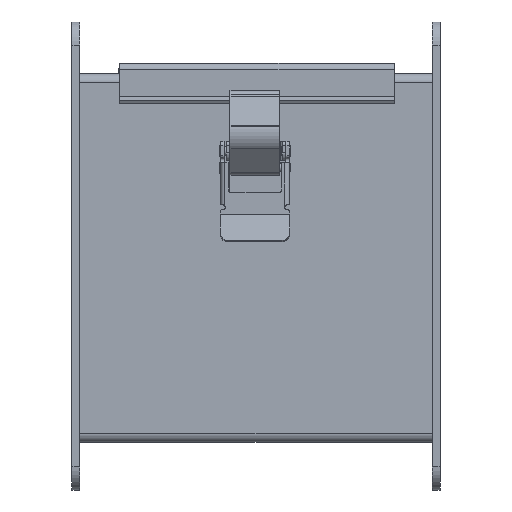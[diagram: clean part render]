
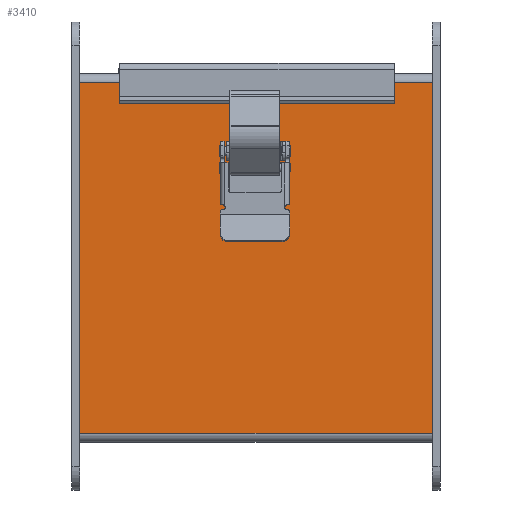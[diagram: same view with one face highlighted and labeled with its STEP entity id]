
A CAD part, front view. The second image highlights one B-rep face of the part: STEP entity #3410.
In plain terms, the highlighted planar face has unit normal (0, -1, 0).
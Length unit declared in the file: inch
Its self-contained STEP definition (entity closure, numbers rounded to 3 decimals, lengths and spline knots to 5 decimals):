
#70 = AXIS2_PLACEMENT_3D ( 'NONE', #9211, #479, #5564 ) ;
#431 = EDGE_CURVE ( 'NONE', #7769, #6858, #2330, .T. ) ;
#479 = DIRECTION ( 'NONE',  ( 0., -1., 0. ) ) ;
#790 = VECTOR ( 'NONE', #841, 39.37008 ) ;
#829 = CARTESIAN_POINT ( 'NONE',  ( -2.875, -6., 0.143 ) ) ;
#841 = DIRECTION ( 'NONE',  ( -1., 0., 0. ) ) ;
#904 = CARTESIAN_POINT ( 'NONE',  ( 2.875, -6., 6. ) ) ;
#1353 = CARTESIAN_POINT ( 'NONE',  ( -2.875, -6., 0. ) ) ;
#1706 = DIRECTION ( 'NONE',  ( 0., 0., 1. ) ) ;
#1719 = EDGE_CURVE ( 'NONE', #7769, #3334, #7346, .T. ) ;
#2330 = LINE ( 'NONE', #904, #8705 ) ;
#3058 = LINE ( 'NONE', #5954, #5897 ) ;
#3323 = PLANE ( 'NONE',  #70 ) ;
#3334 = VERTEX_POINT ( 'NONE', #829 ) ;
#3410 = ADVANCED_FACE ( 'NONE', ( #8364 ), #3323, .T. ) ;
#3437 = DIRECTION ( 'NONE',  ( 0., 0., 1. ) ) ;
#3692 = CARTESIAN_POINT ( 'NONE',  ( -2.875, -6., 0.143 ) ) ;
#3812 = ORIENTED_EDGE ( 'NONE', *, *, #431, .T. ) ;
#4038 = CARTESIAN_POINT ( 'NONE',  ( 2.875, -6., 0.143 ) ) ;
#4202 = LINE ( 'NONE', #1353, #6748 ) ;
#5564 = DIRECTION ( 'NONE',  ( 0., 0., -1. ) ) ;
#5790 = EDGE_LOOP ( 'NONE', ( #6236, #7680, #3812, #7174 ) ) ;
#5897 = VECTOR ( 'NONE', #8847, 39.37008 ) ;
#5954 = CARTESIAN_POINT ( 'NONE',  ( 2.875, -6., 5.857 ) ) ;
#6071 = EDGE_CURVE ( 'NONE', #3334, #6983, #4202, .T. ) ;
#6236 = ORIENTED_EDGE ( 'NONE', *, *, #6071, .F. ) ;
#6669 = CARTESIAN_POINT ( 'NONE',  ( -2.875, -6., 5.857 ) ) ;
#6748 = VECTOR ( 'NONE', #3437, 39.37008 ) ;
#6858 = VERTEX_POINT ( 'NONE', #7636 ) ;
#6983 = VERTEX_POINT ( 'NONE', #6669 ) ;
#7174 = ORIENTED_EDGE ( 'NONE', *, *, #7506, .F. ) ;
#7346 = LINE ( 'NONE', #3692, #790 ) ;
#7506 = EDGE_CURVE ( 'NONE', #6983, #6858, #3058, .T. ) ;
#7636 = CARTESIAN_POINT ( 'NONE',  ( 2.875, -6., 5.857 ) ) ;
#7680 = ORIENTED_EDGE ( 'NONE', *, *, #1719, .F. ) ;
#7769 = VERTEX_POINT ( 'NONE', #4038 ) ;
#8364 = FACE_OUTER_BOUND ( 'NONE', #5790, .T. ) ;
#8705 = VECTOR ( 'NONE', #1706, 39.37008 ) ;
#8847 = DIRECTION ( 'NONE',  ( 1., 0., 0. ) ) ;
#9211 = CARTESIAN_POINT ( 'NONE',  ( -2.875, -6., 6. ) ) ;
